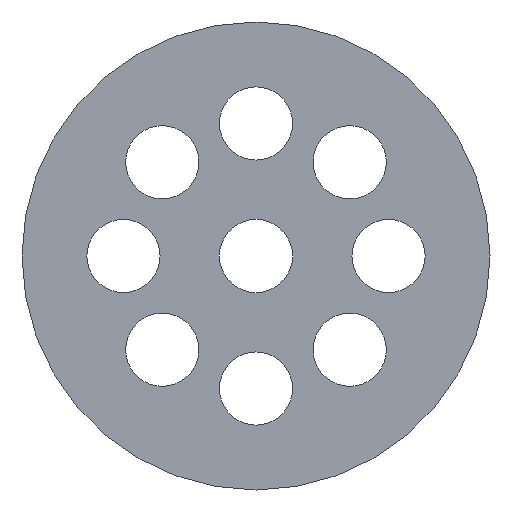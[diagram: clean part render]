
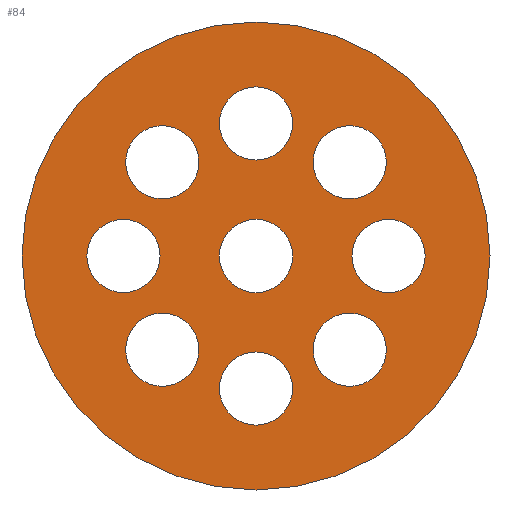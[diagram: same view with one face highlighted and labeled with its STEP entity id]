
A CAD part, left-side view. The second image highlights one B-rep face of the part: STEP entity #84.
In plain terms, the highlighted planar face has unit normal (-1, 0, 0).
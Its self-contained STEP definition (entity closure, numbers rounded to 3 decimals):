
#84 = ADVANCED_FACE( '', ( #202, #203, #204, #205, #206, #207, #208, #209, #210, #211 ), #212, .F. );
#202 = FACE_BOUND( '', #353, .T. );
#203 = FACE_BOUND( '', #354, .T. );
#204 = FACE_BOUND( '', #355, .T. );
#205 = FACE_BOUND( '', #356, .T. );
#206 = FACE_BOUND( '', #357, .T. );
#207 = FACE_BOUND( '', #358, .T. );
#208 = FACE_BOUND( '', #359, .T. );
#209 = FACE_BOUND( '', #360, .T. );
#210 = FACE_BOUND( '', #361, .T. );
#211 = FACE_OUTER_BOUND( '', #362, .T. );
#212 = PLANE( '', #363 );
#353 = EDGE_LOOP( '', ( #563 ) );
#354 = EDGE_LOOP( '', ( #564 ) );
#355 = EDGE_LOOP( '', ( #565 ) );
#356 = EDGE_LOOP( '', ( #566 ) );
#357 = EDGE_LOOP( '', ( #567 ) );
#358 = EDGE_LOOP( '', ( #568 ) );
#359 = EDGE_LOOP( '', ( #569 ) );
#360 = EDGE_LOOP( '', ( #570 ) );
#361 = EDGE_LOOP( '', ( #571 ) );
#362 = EDGE_LOOP( '', ( #572 ) );
#363 = AXIS2_PLACEMENT_3D( '', #573, #574, #575 );
#563 = ORIENTED_EDGE( '', *, *, #856, .T. );
#564 = ORIENTED_EDGE( '', *, *, #817, .T. );
#565 = ORIENTED_EDGE( '', *, *, #857, .T. );
#566 = ORIENTED_EDGE( '', *, *, #858, .T. );
#567 = ORIENTED_EDGE( '', *, *, #859, .T. );
#568 = ORIENTED_EDGE( '', *, *, #848, .T. );
#569 = ORIENTED_EDGE( '', *, *, #860, .T. );
#570 = ORIENTED_EDGE( '', *, *, #854, .T. );
#571 = ORIENTED_EDGE( '', *, *, #861, .T. );
#572 = ORIENTED_EDGE( '', *, *, #862, .F. );
#573 = CARTESIAN_POINT( '', ( 0., 0., 0. ) );
#574 = DIRECTION( '', ( 1., 0., 0. ) );
#575 = DIRECTION( '', ( 0., 0., -1. ) );
#817 = EDGE_CURVE( '', #974, #974, #975, .T. );
#848 = EDGE_CURVE( '', #1025, #1025, #1026, .T. );
#854 = EDGE_CURVE( '', #1034, #1034, #1035, .T. );
#856 = EDGE_CURVE( '', #1037, #1037, #1038, .T. );
#857 = EDGE_CURVE( '', #1039, #1039, #1040, .T. );
#858 = EDGE_CURVE( '', #1041, #1041, #1042, .T. );
#859 = EDGE_CURVE( '', #1043, #1043, #1044, .T. );
#860 = EDGE_CURVE( '', #1045, #1045, #1046, .T. );
#861 = EDGE_CURVE( '', #1047, #1047, #1048, .T. );
#862 = EDGE_CURVE( '', #1049, #1049, #1050, .T. );
#974 = VERTEX_POINT( '', #1189 );
#975 = CIRCLE( '', #1190, 2. );
#1025 = VERTEX_POINT( '', #1253 );
#1026 = CIRCLE( '', #1254, 2. );
#1034 = VERTEX_POINT( '', #1264 );
#1035 = CIRCLE( '', #1265, 2. );
#1037 = VERTEX_POINT( '', #1267 );
#1038 = CIRCLE( '', #1268, 2. );
#1039 = VERTEX_POINT( '', #1269 );
#1040 = CIRCLE( '', #1270, 2. );
#1041 = VERTEX_POINT( '', #1271 );
#1042 = CIRCLE( '', #1272, 2. );
#1043 = VERTEX_POINT( '', #1273 );
#1044 = CIRCLE( '', #1274, 2. );
#1045 = VERTEX_POINT( '', #1275 );
#1046 = CIRCLE( '', #1276, 2. );
#1047 = VERTEX_POINT( '', #1277 );
#1048 = CIRCLE( '', #1278, 2. );
#1049 = VERTEX_POINT( '', #1279 );
#1050 = CIRCLE( '', #1280, 12.8 );
#1189 = CARTESIAN_POINT( '', ( 0., -5.127, 3.127 ) );
#1190 = AXIS2_PLACEMENT_3D( '', #1414, #1415, #1416 );
#1253 = CARTESIAN_POINT( '', ( 0., 7.25, -2. ) );
#1254 = AXIS2_PLACEMENT_3D( '', #1463, #1464, #1465 );
#1264 = CARTESIAN_POINT( '', ( 0., -5.127, -7.127 ) );
#1265 = AXIS2_PLACEMENT_3D( '', #1471, #1472, #1473 );
#1267 = CARTESIAN_POINT( '', ( 0., 0., 5.25 ) );
#1268 = AXIS2_PLACEMENT_3D( '', #1474, #1475, #1476 );
#1269 = CARTESIAN_POINT( '', ( 0., 5.127, 3.127 ) );
#1270 = AXIS2_PLACEMENT_3D( '', #1477, #1478, #1479 );
#1271 = CARTESIAN_POINT( '', ( 0., 0., -2. ) );
#1272 = AXIS2_PLACEMENT_3D( '', #1480, #1481, #1482 );
#1273 = CARTESIAN_POINT( '', ( 0., -7.25, -2. ) );
#1274 = AXIS2_PLACEMENT_3D( '', #1483, #1484, #1485 );
#1275 = CARTESIAN_POINT( '', ( 0., 5.127, -7.127 ) );
#1276 = AXIS2_PLACEMENT_3D( '', #1486, #1487, #1488 );
#1277 = CARTESIAN_POINT( '', ( 0., 0., -9.25 ) );
#1278 = AXIS2_PLACEMENT_3D( '', #1489, #1490, #1491 );
#1279 = CARTESIAN_POINT( '', ( 0., 0., -12.8 ) );
#1280 = AXIS2_PLACEMENT_3D( '', #1492, #1493, #1494 );
#1414 = CARTESIAN_POINT( '', ( 0., -5.127, 5.127 ) );
#1415 = DIRECTION( '', ( 1., 0., 0. ) );
#1416 = DIRECTION( '', ( 0., 0., -1. ) );
#1463 = CARTESIAN_POINT( '', ( 0., 7.25, 0. ) );
#1464 = DIRECTION( '', ( 1., 0., 0. ) );
#1465 = DIRECTION( '', ( 0., 0., -1. ) );
#1471 = CARTESIAN_POINT( '', ( 0., -5.127, -5.127 ) );
#1472 = DIRECTION( '', ( 1., 0., 0. ) );
#1473 = DIRECTION( '', ( 0., 0., -1. ) );
#1474 = CARTESIAN_POINT( '', ( 0., 0., 7.25 ) );
#1475 = DIRECTION( '', ( 1., 0., 0. ) );
#1476 = DIRECTION( '', ( 0., 0., -1. ) );
#1477 = CARTESIAN_POINT( '', ( 0., 5.127, 5.127 ) );
#1478 = DIRECTION( '', ( 1., 0., 0. ) );
#1479 = DIRECTION( '', ( 0., 0., -1. ) );
#1480 = CARTESIAN_POINT( '', ( 0., 0., 0. ) );
#1481 = DIRECTION( '', ( 1., 0., 0. ) );
#1482 = DIRECTION( '', ( 0., 0., -1. ) );
#1483 = CARTESIAN_POINT( '', ( 0., -7.25, 0. ) );
#1484 = DIRECTION( '', ( 1., 0., 0. ) );
#1485 = DIRECTION( '', ( 0., 0., -1. ) );
#1486 = CARTESIAN_POINT( '', ( 0., 5.127, -5.127 ) );
#1487 = DIRECTION( '', ( 1., 0., 0. ) );
#1488 = DIRECTION( '', ( 0., 0., -1. ) );
#1489 = CARTESIAN_POINT( '', ( 0., 0., -7.25 ) );
#1490 = DIRECTION( '', ( 1., 0., 0. ) );
#1491 = DIRECTION( '', ( 0., 0., -1. ) );
#1492 = CARTESIAN_POINT( '', ( 0., 0., 0. ) );
#1493 = DIRECTION( '', ( 1., 0., 0. ) );
#1494 = DIRECTION( '', ( 0., 0., -1. ) );
